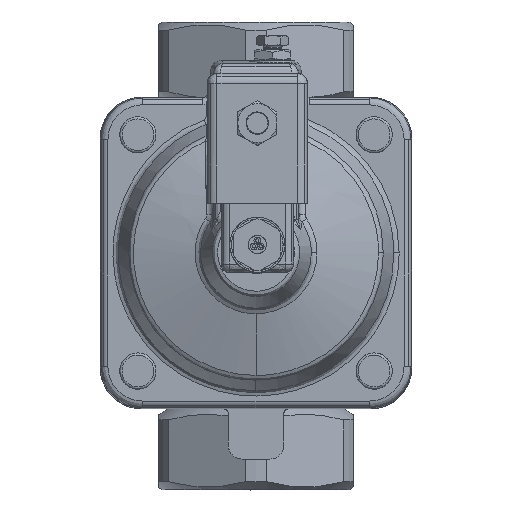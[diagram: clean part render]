
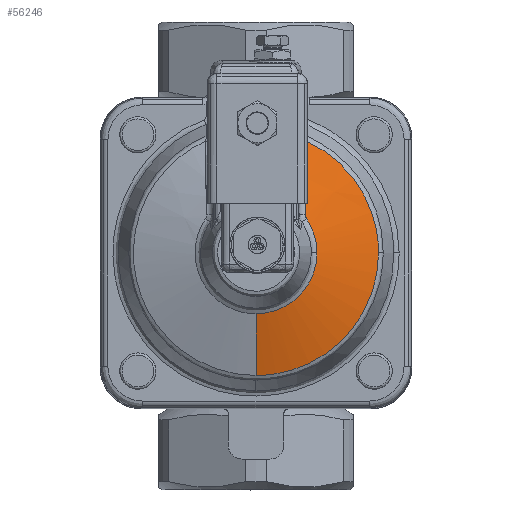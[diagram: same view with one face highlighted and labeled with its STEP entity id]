
A CAD part, top view. The second image highlights one B-rep face of the part: STEP entity #56246.
In plain terms, the highlighted free-form (B-spline) face has degree [2, 1] with [9, 2] control points.
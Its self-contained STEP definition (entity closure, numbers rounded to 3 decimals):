
#56163 = CARTESIAN_POINT ('', (0., -43.035, 67.697));
#56164 = VERTEX_POINT ('', #56163);
#56165 = CARTESIAN_POINT ('', (0., -20.892, 73.933));
#56166 = VERTEX_POINT ('', #56165);
#56167 = CARTESIAN_POINT ('', (0., -43.035, 67.697));
#56168 = CARTESIAN_POINT ('', (0., -20.892, 73.933));
#56169 = B_SPLINE_CURVE_WITH_KNOTS ('', 1, (#56167, #56168), .UNSPECIFIED., .F., .U., (2, 2), (0., 1.), .UNSPECIFIED.);
#56170 = EDGE_CURVE ('', #56164, #56166, #56169, .T.);
#56171 = ORIENTED_EDGE ('', *, *, #56170, .F.);
#56172 = CARTESIAN_POINT ('', (44.035, 1., 67.697));
#56173 = VERTEX_POINT ('', #56172);
#56174 = CARTESIAN_POINT ('', (44.035, 1., 67.697));
#56175 = CARTESIAN_POINT ('', (44.035, -3.719, 67.697));
#56176 = CARTESIAN_POINT ('', (43.035, -8.331, 67.697));
#56177 = CARTESIAN_POINT ('', (35.511, -43.035, 67.697));
#56178 = CARTESIAN_POINT ('', (0., -43.035, 67.697));
#56179 = (
   BOUNDED_CURVE ()
   B_SPLINE_CURVE (2, (#56174, #56175, #56176, #56177, #56178), .UNSPECIFIED., .F., .U.)
   B_SPLINE_CURVE_WITH_KNOTS ((3, 2, 3), (269.441, 282.233, 360.), .UNSPECIFIED.)
   CURVE ()
   GEOMETRIC_REPRESENTATION_ITEM ()
   RATIONAL_B_SPLINE_CURVE ((0.939, 0.964, 1., 0.778, 1.))
   REPRESENTATION_ITEM ('')
);
#56180 = EDGE_CURVE ('', #56173, #56164, #56179, .T.);
#56181 = ORIENTED_EDGE ('', *, *, #56180, .F.);
#56182 = CARTESIAN_POINT ('', (18.237, 41.081, 67.697));
#56183 = VERTEX_POINT ('', #56182);
#56184 = CARTESIAN_POINT ('', (18.237, 41.081, 67.697));
#56185 = CARTESIAN_POINT ('', (44.035, 29.343, 67.697));
#56186 = CARTESIAN_POINT ('', (44.035, 1., 67.697));
#56187 = (
   BOUNDED_CURVE ()
   B_SPLINE_CURVE (2, (#56184, #56185, #56186), .UNSPECIFIED., .F., .U.)
   B_SPLINE_CURVE_WITH_KNOTS ((3, 3), (204.466, 269.441), .UNSPECIFIED.)
   CURVE ()
   GEOMETRIC_REPRESENTATION_ITEM ()
   RATIONAL_B_SPLINE_CURVE ((1., 0.815, 0.939))
   REPRESENTATION_ITEM ('')
);
#56188 = EDGE_CURVE ('', #56183, #56173, #56187, .T.);
#56189 = ORIENTED_EDGE ('', *, *, #56188, .F.);
#56190 = CARTESIAN_POINT ('', (17.771, 14.71, 73.777));
#56191 = VERTEX_POINT ('', #56190);
#56192 = CARTESIAN_POINT ('', (17.771, 14.71, 73.777));
#56193 = CARTESIAN_POINT ('', (17.853, 18.469, 73.113));
#56194 = CARTESIAN_POINT ('', (18.037, 27.259, 71.205));
#56195 = CARTESIAN_POINT ('', (18.169, 36.06, 68.992));
#56196 = CARTESIAN_POINT ('', (18.237, 41.081, 67.697));
#56197 = B_SPLINE_CURVE_WITH_KNOTS ('', 3, (#56192, #56193, #56194, #56195, #56196), .UNSPECIFIED., .F., .U., (4, 1, 4), (-2.73, -1.56, 0.), .UNSPECIFIED.);
#56198 = EDGE_CURVE ('', #56191, #56183, #56197, .T.);
#56199 = ORIENTED_EDGE ('', *, *, #56198, .F.);
#56200 = CARTESIAN_POINT ('', (18.16, 13.226, 73.933));
#56201 = VERTEX_POINT ('', #56200);
#56202 = CARTESIAN_POINT ('', (18.16, 13.226, 73.933));
#56203 = CARTESIAN_POINT ('', (17.871, 13.655, 73.933));
#56204 = CARTESIAN_POINT ('', (17.76, 14.193, 73.869));
#56205 = CARTESIAN_POINT ('', (17.771, 14.71, 73.777));
#56206 = B_SPLINE_CURVE_WITH_KNOTS ('', 3, (#56202, #56203, #56204, #56205), .UNSPECIFIED., .F., .U., (4, 4), (-0.161, 0.), .UNSPECIFIED.);
#56207 = EDGE_CURVE ('', #56201, #56191, #56206, .T.);
#56208 = ORIENTED_EDGE ('', *, *, #56207, .F.);
#56209 = CARTESIAN_POINT ('', (21.892, 1., 73.933));
#56210 = VERTEX_POINT ('', #56209);
#56211 = CARTESIAN_POINT ('', (21.892, 1., 73.933));
#56212 = CARTESIAN_POINT ('', (21.892, 7.682, 73.933));
#56213 = CARTESIAN_POINT ('', (18.16, 13.226, 73.933));
#56214 = (
   BOUNDED_CURVE ()
   B_SPLINE_CURVE (2, (#56211, #56212, #56213), .UNSPECIFIED., .F., .U.)
   B_SPLINE_CURVE_WITH_KNOTS ((3, 3), (449.688, 483.949), .UNSPECIFIED.)
   CURVE ()
   GEOMETRIC_REPRESENTATION_ITEM ()
   RATIONAL_B_SPLINE_CURVE ((0.879, 0.897, 1.))
   REPRESENTATION_ITEM ('')
);
#56215 = EDGE_CURVE ('', #56210, #56201, #56214, .T.);
#56216 = ORIENTED_EDGE ('', *, *, #56215, .F.);
#56217 = CARTESIAN_POINT ('', (0., -20.892, 73.933));
#56218 = CARTESIAN_POINT ('', (8.254, -20.892, 73.933));
#56219 = CARTESIAN_POINT ('', (14.453, -15.442, 73.933));
#56220 = CARTESIAN_POINT ('', (21.892, -8.904, 73.933));
#56221 = CARTESIAN_POINT ('', (21.892, 1., 73.933));
#56222 = (
   BOUNDED_CURVE ()
   B_SPLINE_CURVE (2, (#56217, #56218, #56219, #56220, #56221), .UNSPECIFIED., .F., .U.)
   B_SPLINE_CURVE_WITH_KNOTS ((3, 2, 3), (360., 401.316, 449.688), .UNSPECIFIED.)
   CURVE ()
   GEOMETRIC_REPRESENTATION_ITEM ()
   RATIONAL_B_SPLINE_CURVE ((0.876, 0.876, 1., 0.854, 0.879))
   REPRESENTATION_ITEM ('')
);
#56223 = EDGE_CURVE ('', #56166, #56210, #56222, .T.);
#56224 = ORIENTED_EDGE ('', *, *, #56223, .F.);
#56225 = EDGE_LOOP ('', (#56171, #56181, #56189, #56199, #56208, #56216, #56224));
#56226 = FACE_OUTER_BOUND ('', #56225, .T.);
#56227 = CARTESIAN_POINT ('', (0., -20.888, 73.934));
#56228 = CARTESIAN_POINT ('', (0., -43.039, 67.696));
#56229 = CARTESIAN_POINT ('', (-21.888, -20.888, 73.934));
#56230 = CARTESIAN_POINT ('', (-44.039, -43.039, 67.696));
#56231 = CARTESIAN_POINT ('', (-21.888, 1., 73.934));
#56232 = CARTESIAN_POINT ('', (-44.039, 1., 67.696));
#56233 = CARTESIAN_POINT ('', (-21.888, 22.888, 73.934));
#56234 = CARTESIAN_POINT ('', (-44.039, 45.039, 67.696));
#56235 = CARTESIAN_POINT ('', (0., 22.888, 73.934));
#56236 = CARTESIAN_POINT ('', (0., 45.039, 67.696));
#56237 = CARTESIAN_POINT ('', (21.888, 22.888, 73.934));
#56238 = CARTESIAN_POINT ('', (44.039, 45.039, 67.696));
#56239 = CARTESIAN_POINT ('', (21.888, 1., 73.934));
#56240 = CARTESIAN_POINT ('', (44.039, 1., 67.696));
#56241 = CARTESIAN_POINT ('', (21.888, -20.888, 73.934));
#56242 = CARTESIAN_POINT ('', (44.039, -43.039, 67.696));
#56243 = CARTESIAN_POINT ('', (0., -20.888, 73.934));
#56244 = CARTESIAN_POINT ('', (0., -43.039, 67.696));
#56245 = (
   BOUNDED_SURFACE ()
   B_SPLINE_SURFACE (2, 1, ((#56227, #56228), (#56229, #56230), (#56231, #56232), (#56233, #56234), (#56235, #56236), (#56237, #56238), (#56239, #56240), (#56241, #56242), (#56243, #56244)), .UNSPECIFIED., .T., .F., .U.)
   B_SPLINE_SURFACE_WITH_KNOTS ((3, 2, 2, 2, 3), (2, 2), (0., 0.25, 0.5, 0.75, 1.), (0., 1.), .UNSPECIFIED.)
   SURFACE ()
   GEOMETRIC_REPRESENTATION_ITEM ()
   RATIONAL_B_SPLINE_SURFACE (((1., 1.), (0.707, 0.707), (1., 1.), (0.707, 0.707), (1., 1.), (0.707, 0.707), (1., 1.), (0.707, 0.707), (1., 1.)))
   REPRESENTATION_ITEM ('')
);
#56246 = ADVANCED_FACE ('', (#56226), #56245, .T.);
